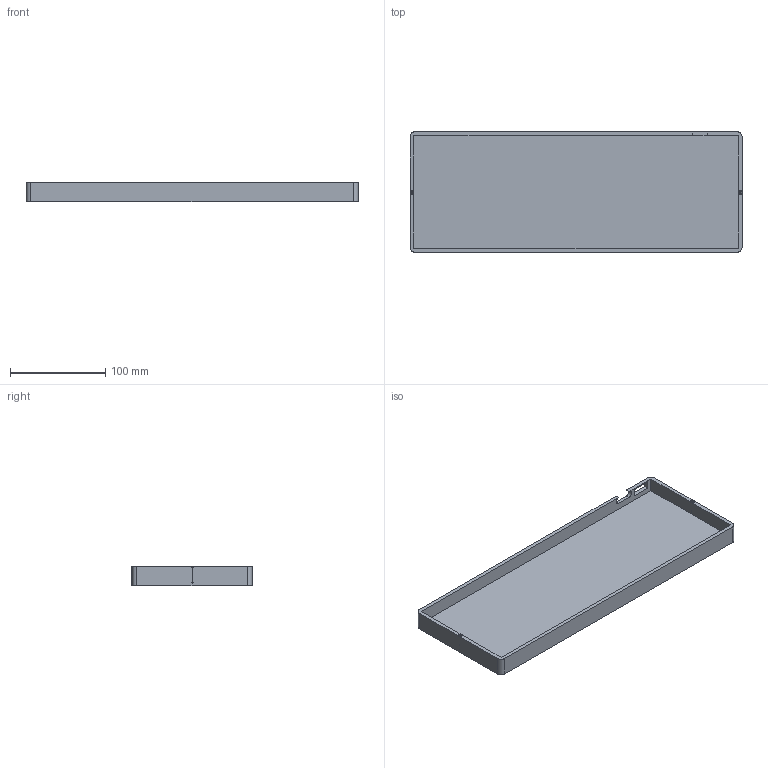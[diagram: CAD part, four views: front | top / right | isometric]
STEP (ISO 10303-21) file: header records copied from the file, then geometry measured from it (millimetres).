
FILE_DESCRIPTION (( 'STEP AP214' ), '1' );
FILE_NAME ('bottom.STEP', '2025-08-07T23:11:03', ( '' ), ( '' ), 'SwSTEP 2.0', 'SolidWorks 2024', '' );
FILE_SCHEMA (( 'AUTOMOTIVE_DESIGN' ));
Length unit declared in the file: millimetre
Products named in the file (1): bottom
Bounding box: 348 x 126 x 20 mm (x, y, z)
Volume: 273296 mm3; surface area: 120120.7 mm2
Topology: 1 solids, 1 shells, 37 faces, 103 edges, 64 vertices
Faces by surface type: plane 18, cylinder 11, cone 8
Entity records: 1202 total; most frequent: CARTESIAN_POINT 241, ORIENTED_EDGE 198, DIRECTION 193, EDGE_CURVE 99, VECTOR 65, LINE 65, VERTEX_POINT 64, AXIS2_PLACEMENT_3D 64
